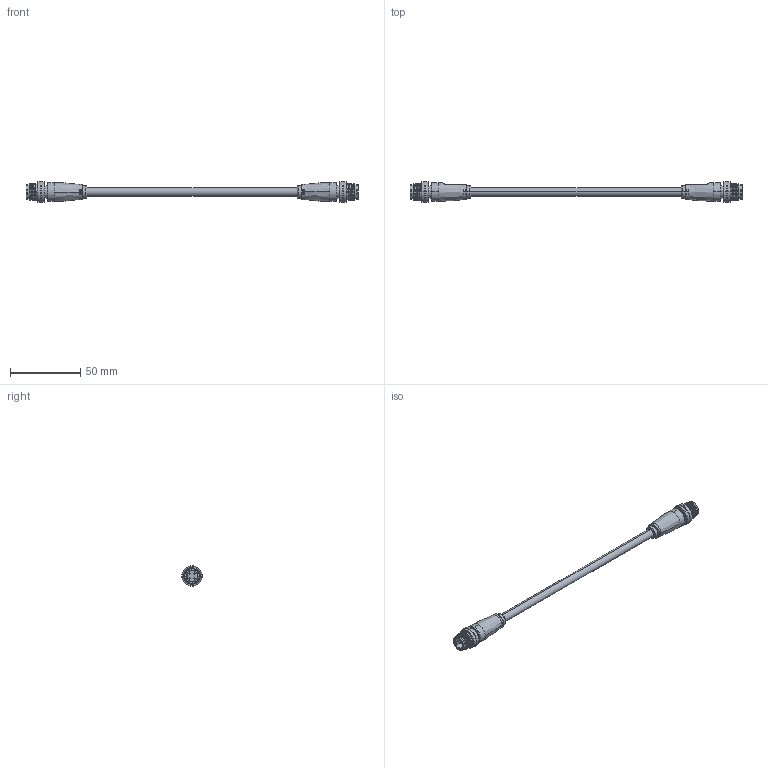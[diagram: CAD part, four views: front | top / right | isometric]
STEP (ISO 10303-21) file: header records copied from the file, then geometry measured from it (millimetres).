
FILE_DESCRIPTION (( 'STEP AP203' ), '1' );
FILE_NAME ('10-05861_revA.STEP', '2023-10-30T16:27:36', ( '' ), ( '' ), 'SwSTEP 2.0', 'SolidWorks 2021', '' );
FILE_SCHEMA (( 'CONFIG_CONTROL_DESIGN' ));
Length unit declared in the file: millimetre
Products named in the file (8): 50-01017_STEP; 50-01017-01___; 50-01017-02_Step; 50-01017-04___; 50-01017-03___; 24-00349_Wire O6.8 mm; 30-01578_blunt cut; 10-05861_revA
Assembly tree (12 placements, depth 3):
  10-05861_revA
    50-01017_STEP  x2
      50-01017-01___
      50-01017-02_Step
      50-01017-03___
      50-01017-04___
    24-00349_Wire O6.8 mm  x2
    30-01578_blunt cut
Bounding box: 236.4 x 14.5 x 14.5 mm (x, y, z)
Volume: 13607.7 mm3; surface area: 43937.9 mm2
Topology: 110 solids, 110 shells, 1298 faces, 2818 edges, 1800 vertices
Faces by surface type: cylinder 640, plane 398, bspline 94, torus 76, cone 74, sphere 16
Entity records: 27065 total; most frequent: CARTESIAN_POINT 7259, DIRECTION 4237, ORIENTED_EDGE 3534, AXIS2_PLACEMENT_3D 1800, EDGE_CURVE 1767, VERTEX_POINT 1160, EDGE_LOOP 1059, CIRCLE 997
